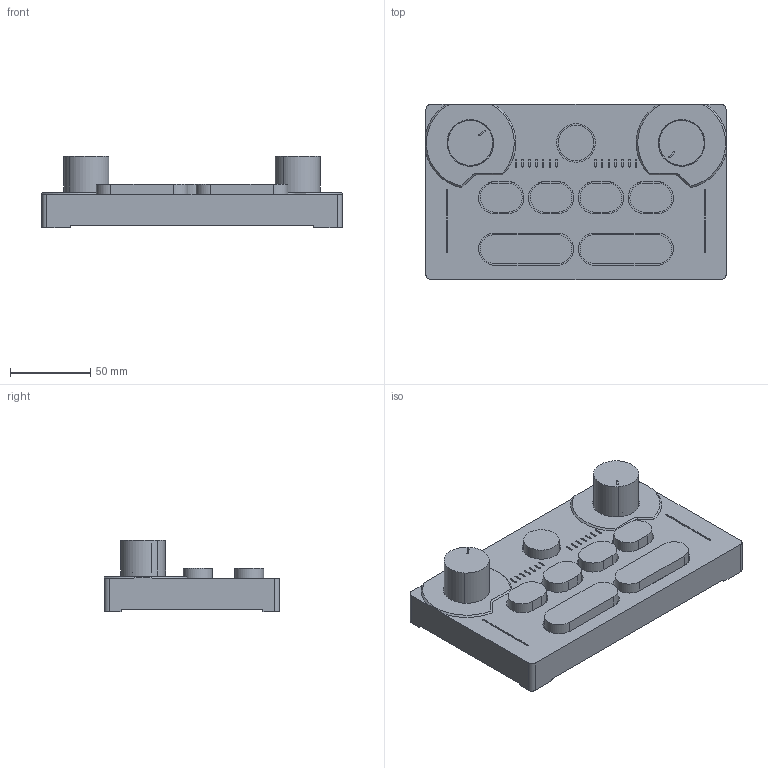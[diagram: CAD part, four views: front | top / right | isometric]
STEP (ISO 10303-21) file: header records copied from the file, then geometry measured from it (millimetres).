
FILE_DESCRIPTION(/* description */ (''),/* implementation_level */ '2;1');
FILE_NAME(/* name */ 'final',/* time_stamp */ '2025-06-23T19:14:38+08:00',/* author */ (''),/* organization */ (''),/* preprocessor_version */ 'ST-DEVELOPER v16.5',/* originating_system */ '',/* authorisation */ '');
FILE_SCHEMA (('CONFIG_CONTROL_DESIGN'));
Length unit declared in the file: millimetre
Products named in the file (1): Document
Bounding box: 186.44 x 108.78 x 44.45 mm (x, y, z)
Volume: 128022.7 mm3; surface area: 151363.8 mm2
Topology: 11 solids, 11 shells, 1599 faces, 4295 edges, 2802 vertices
Faces by surface type: cylinder 886, plane 553, bspline 160
Entity records: 48735 total; most frequent: CARTESIAN_POINT 21595, ORIENTED_EDGE 8590, EDGE_CURVE 4295, VERTEX_POINT 2802, EDGE_LOOP 1845, B_SPLINE_CURVE_WITH_KNOTS 1649, ADVANCED_FACE 1599, FACE_OUTER_BOUND 1599
